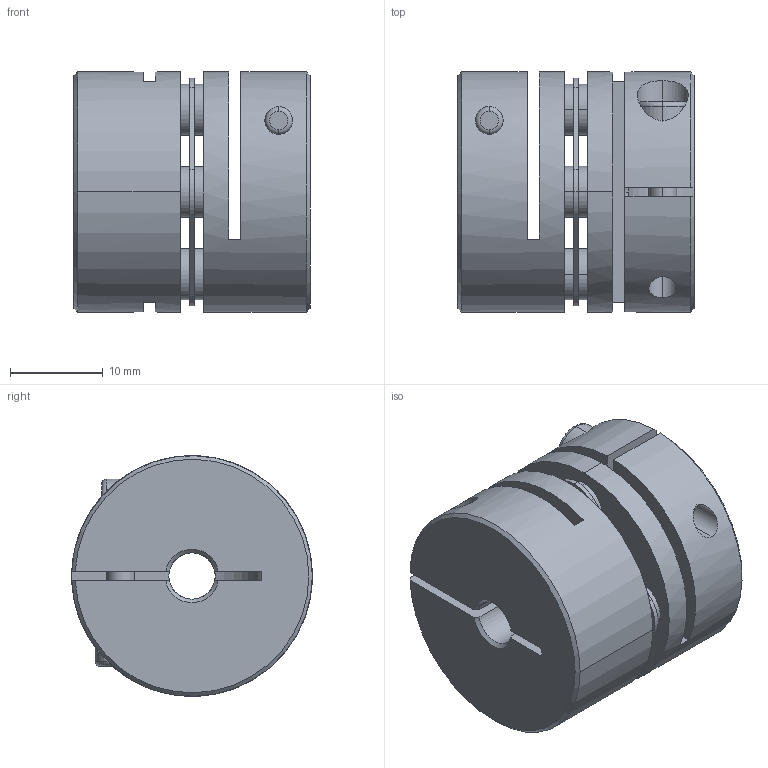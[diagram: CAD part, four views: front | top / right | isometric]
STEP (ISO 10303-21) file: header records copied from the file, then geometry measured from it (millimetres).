
FILE_DESCRIPTION (( 'STEP AP203' ), '1' );
FILE_NAME ('CL18-C26.step', '2011-08-10T07:26:50', ( '' ), ( '' ), 'SwSTEP 2.0', 'SolidWorks 2010', '' );
FILE_SCHEMA (( 'CONFIG_CONTROL_DESIGN' ));
Length unit declared in the file: millimetre
Products named in the file (1): CL18-C26
Bounding box: 25.5 x 26 x 26 mm (x, y, z)
Volume: 10797.9 mm3; surface area: 7427.6 mm2
Topology: 4 solids, 4 shells, 121 faces, 295 edges, 194 vertices
Faces by surface type: cylinder 57, plane 50, torus 8, cone 6
Entity records: 3940 total; most frequent: CARTESIAN_POINT 887, DIRECTION 651, ORIENTED_EDGE 590, EDGE_CURVE 295, AXIS2_PLACEMENT_3D 258, VERTEX_POINT 194, EDGE_LOOP 153, CIRCLE 136
